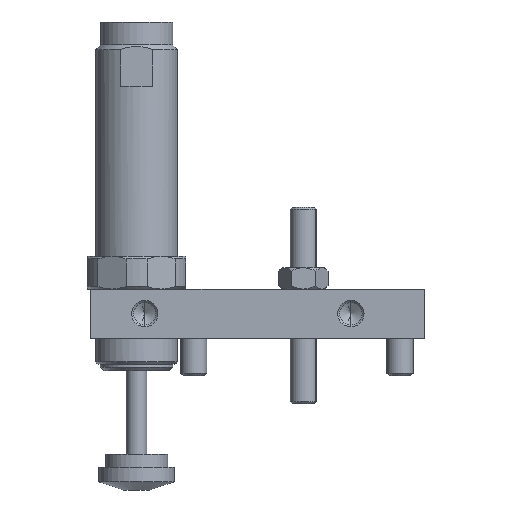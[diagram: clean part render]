
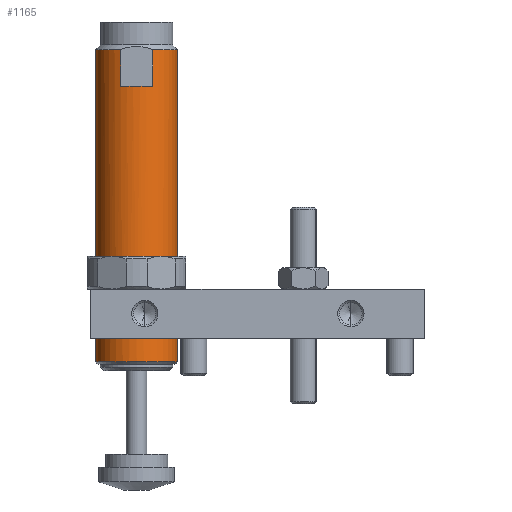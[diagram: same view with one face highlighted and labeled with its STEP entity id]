
A CAD part, front view. The second image highlights one B-rep face of the part: STEP entity #1165.
In plain terms, the highlighted cylindrical face has radius 12.5 mm (diameter 25 mm), a partial arc.
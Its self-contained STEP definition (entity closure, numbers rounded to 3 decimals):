
#63 = DIRECTION ( 'NONE',  ( 1., 0., 0. ) ) ;
#105 = VERTEX_POINT ( 'NONE', #3066 ) ;
#122 = CARTESIAN_POINT ( 'NONE',  ( -2.75, 0., -12.5 ) ) ;
#139 = DIRECTION ( 'NONE',  ( 0., 0., -1. ) ) ;
#240 = CIRCLE ( 'NONE', #6776, 12.5 ) ;
#357 = CARTESIAN_POINT ( 'NONE',  ( -2.75, 0., 0. ) ) ;
#416 = DIRECTION ( 'NONE',  ( 0., 0., -1. ) ) ;
#547 = ORIENTED_EDGE ( 'NONE', *, *, #7038, .T. ) ;
#592 = VERTEX_POINT ( 'NONE', #2047 ) ;
#671 = AXIS2_PLACEMENT_3D ( 'NONE', #357, #2612, #416 ) ;
#713 = CARTESIAN_POINT ( 'NONE',  ( -2.75, 0., 12.5 ) ) ;
#871 = EDGE_CURVE ( 'NONE', #2506, #999, #6053, .T. ) ;
#945 = CIRCLE ( 'NONE', #7130, 12.5 ) ;
#958 = EDGE_CURVE ( 'NONE', #2506, #592, #6682, .T. ) ;
#999 = VERTEX_POINT ( 'NONE', #713 ) ;
#1059 = CARTESIAN_POINT ( 'NONE',  ( -98.15, 0., 0. ) ) ;
#1147 = CARTESIAN_POINT ( 'NONE',  ( -86.9, 0., 0. ) ) ;
#1165 = ADVANCED_FACE ( 'NONE', ( #2033 ), #1507, .T. ) ;
#1177 = CARTESIAN_POINT ( 'NONE',  ( -50.45, 0., 12.5 ) ) ;
#1411 = ORIENTED_EDGE ( 'NONE', *, *, #871, .F. ) ;
#1507 = CYLINDRICAL_SURFACE ( 'NONE', #4893, 12.5 ) ;
#1644 = VERTEX_POINT ( 'NONE', #5325 ) ;
#1681 = DIRECTION ( 'NONE',  ( 1., 0., 0. ) ) ;
#1719 = CARTESIAN_POINT ( 'NONE',  ( -50.45, 0., -12.5 ) ) ;
#1723 = ORIENTED_EDGE ( 'NONE', *, *, #2887, .T. ) ;
#1990 = DIRECTION ( 'NONE',  ( -1., 0., 0. ) ) ;
#2033 = FACE_OUTER_BOUND ( 'NONE', #3098, .T. ) ;
#2047 = CARTESIAN_POINT ( 'NONE',  ( -98.15, -11.5, 4.899 ) ) ;
#2057 = VERTEX_POINT ( 'NONE', #3367 ) ;
#2184 = CARTESIAN_POINT ( 'NONE',  ( -86.9, -11.5, -4.899 ) ) ;
#2203 = EDGE_CURVE ( 'NONE', #1644, #3321, #4085, .T. ) ;
#2281 = ORIENTED_EDGE ( 'NONE', *, *, #2203, .T. ) ;
#2506 = VERTEX_POINT ( 'NONE', #6049 ) ;
#2588 = ORIENTED_EDGE ( 'NONE', *, *, #4297, .T. ) ;
#2612 = DIRECTION ( 'NONE',  ( -1., 0., 0. ) ) ;
#2625 = ORIENTED_EDGE ( 'NONE', *, *, #6635, .T. ) ;
#2887 = EDGE_CURVE ( 'NONE', #592, #105, #3005, .T. ) ;
#2921 = DIRECTION ( 'NONE',  ( 1., 0., 0. ) ) ;
#2969 = DIRECTION ( 'NONE',  ( 1., 0., 0. ) ) ;
#3005 = LINE ( 'NONE', #4107, #3183 ) ;
#3063 = VERTEX_POINT ( 'NONE', #2184 ) ;
#3066 = CARTESIAN_POINT ( 'NONE',  ( -86.9, -11.5, 4.899 ) ) ;
#3098 = EDGE_LOOP ( 'NONE', ( #1411, #6474, #1723, #2625, #5205, #547, #2281, #2588 ) ) ;
#3183 = VECTOR ( 'NONE', #2969, 1000. ) ;
#3290 = DIRECTION ( 'NONE',  ( 1., 0., 0. ) ) ;
#3321 = VERTEX_POINT ( 'NONE', #122 ) ;
#3367 = CARTESIAN_POINT ( 'NONE',  ( -98.15, -11.5, -4.899 ) ) ;
#3509 = DIRECTION ( 'NONE',  ( 0., 0., -1. ) ) ;
#3510 = CARTESIAN_POINT ( 'NONE',  ( -98.15, 0., 0. ) ) ;
#3740 = AXIS2_PLACEMENT_3D ( 'NONE', #3510, #63, #139 ) ;
#3833 = VECTOR ( 'NONE', #1681, 1000. ) ;
#4085 = LINE ( 'NONE', #1719, #6860 ) ;
#4107 = CARTESIAN_POINT ( 'NONE',  ( -50.45, -11.5, 4.899 ) ) ;
#4297 = EDGE_CURVE ( 'NONE', #3321, #999, #4793, .T. ) ;
#4793 = CIRCLE ( 'NONE', #671, 12.5 ) ;
#4893 = AXIS2_PLACEMENT_3D ( 'NONE', #6704, #3290, #6785 ) ;
#5205 = ORIENTED_EDGE ( 'NONE', *, *, #6858, .T. ) ;
#5325 = CARTESIAN_POINT ( 'NONE',  ( -98.15, 0., -12.5 ) ) ;
#5379 = CARTESIAN_POINT ( 'NONE',  ( -50.45, -11.5, -4.899 ) ) ;
#5874 = LINE ( 'NONE', #5379, #6048 ) ;
#6048 = VECTOR ( 'NONE', #1990, 1000. ) ;
#6049 = CARTESIAN_POINT ( 'NONE',  ( -98.15, 0., 12.5 ) ) ;
#6053 = LINE ( 'NONE', #1177, #3833 ) ;
#6232 = DIRECTION ( 'NONE',  ( 1., 0., 0. ) ) ;
#6387 = DIRECTION ( 'NONE',  ( 1., 0., 0. ) ) ;
#6474 = ORIENTED_EDGE ( 'NONE', *, *, #958, .T. ) ;
#6635 = EDGE_CURVE ( 'NONE', #105, #3063, #945, .T. ) ;
#6682 = CIRCLE ( 'NONE', #3740, 12.5 ) ;
#6704 = CARTESIAN_POINT ( 'NONE',  ( -50.45, 0., 0. ) ) ;
#6776 = AXIS2_PLACEMENT_3D ( 'NONE', #1059, #6232, #7346 ) ;
#6785 = DIRECTION ( 'NONE',  ( 0., 0., -1. ) ) ;
#6858 = EDGE_CURVE ( 'NONE', #3063, #2057, #5874, .T. ) ;
#6860 = VECTOR ( 'NONE', #6387, 1000. ) ;
#7038 = EDGE_CURVE ( 'NONE', #2057, #1644, #240, .T. ) ;
#7130 = AXIS2_PLACEMENT_3D ( 'NONE', #1147, #2921, #3509 ) ;
#7346 = DIRECTION ( 'NONE',  ( 0., 0., -1. ) ) ;
